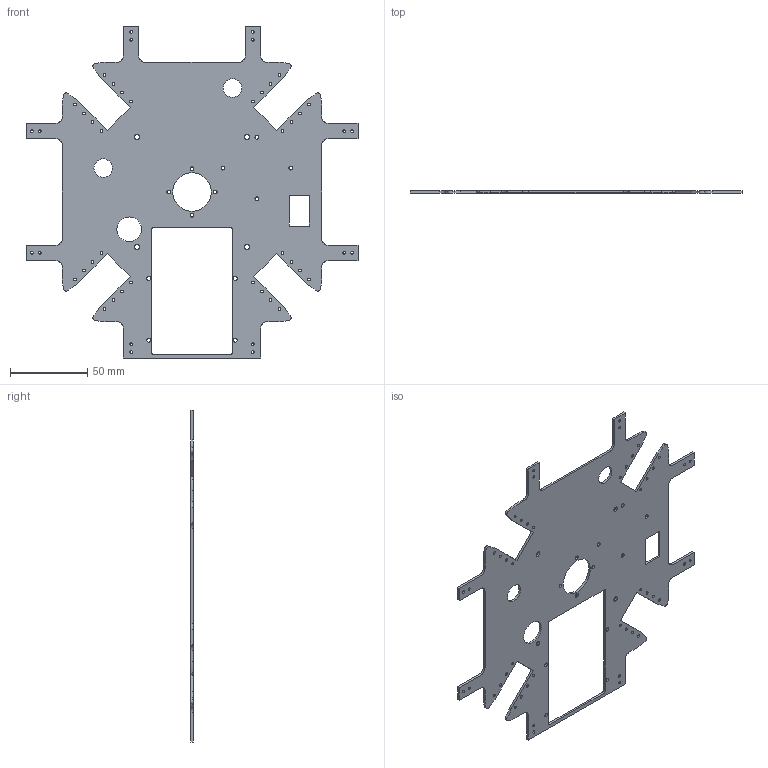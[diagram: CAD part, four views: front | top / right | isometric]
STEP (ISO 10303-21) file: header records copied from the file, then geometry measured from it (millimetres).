
FILE_DESCRIPTION((''),'2;1');
FILE_NAME('PLATE_BASE2_TOP_ALTERNATE','2023-02-07T',('HomePC'),(''),'PRO/ENGINEER BY PARAMETRIC TECHNOLOGY CORPORATION, 2009440','PRO/ENGINEER BY PARAMETRIC TECHNOLOGY CORPORATION, 2009440','');
FILE_SCHEMA(('CONFIG_CONTROL_DESIGN'));
Length unit declared in the file: millimetre
Products named in the file (1): PLATE_BASE2_TOP_ALTERNATE
Bounding box: 215 x 1.52 x 215 mm (x, y, z)
Volume: 33649.9 mm3; surface area: 47412.2 mm2
Topology: 1 solids, 1 shells, 240 faces, 786 edges, 620 vertices
Faces by surface type: cylinder 178, plane 62
Entity records: 8921 total; most frequent: DIRECTION 1624, CARTESIAN_POINT 1503, ORIENTED_EDGE 1428, EDGE_CURVE 714, AXIS2_PLACEMENT_3D 597, VERTEX_POINT 476, VECTOR 430, LINE 430
